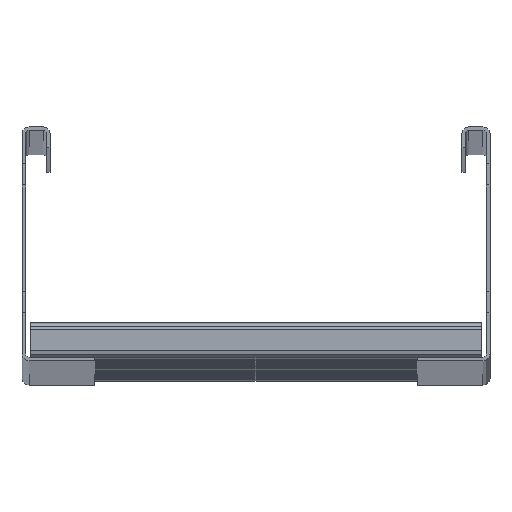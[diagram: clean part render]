
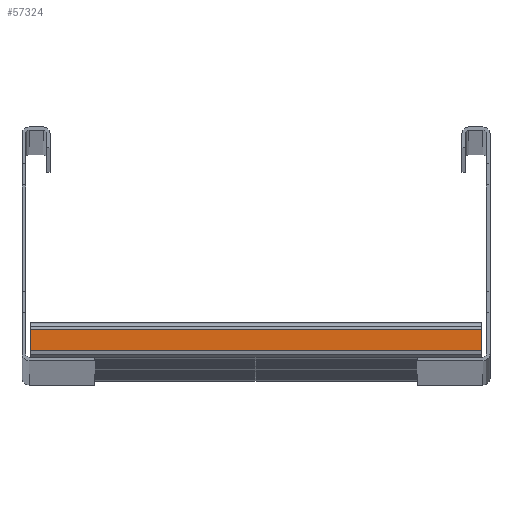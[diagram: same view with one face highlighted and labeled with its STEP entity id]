
A CAD part, top view. The second image highlights one B-rep face of the part: STEP entity #57324.
In plain terms, the highlighted planar face has unit normal (0, 0, 1).
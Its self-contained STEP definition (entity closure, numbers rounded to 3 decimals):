
#12781=DIRECTION('',(1.,0.,0.));
#12782=VECTOR('',#12781,193.);
#12783=CARTESIAN_POINT('',(-96.5,-45.5,2865.));
#12784=LINE('',#12783,#12782);
#12860=DIRECTION('',(0.,-1.,0.));
#12861=VECTOR('',#12860,9.);
#12862=CARTESIAN_POINT('',(-96.5,-36.5,2865.));
#12863=LINE('',#12862,#12861);
#12882=DIRECTION('',(0.,-1.,0.));
#12883=VECTOR('',#12882,9.);
#12884=CARTESIAN_POINT('',(96.5,-36.5,2865.));
#12885=LINE('',#12884,#12883);
#12961=DIRECTION('',(1.,0.,0.));
#12962=VECTOR('',#12961,193.);
#12963=CARTESIAN_POINT('',(-96.5,-36.5,2865.));
#12964=LINE('',#12963,#12962);
#29277=CARTESIAN_POINT('',(-96.5,-36.5,2865.));
#29278=CARTESIAN_POINT('',(-96.5,-45.5,2865.));
#29279=VERTEX_POINT('',#29277);
#29280=VERTEX_POINT('',#29278);
#29313=CARTESIAN_POINT('',(96.5,-36.5,2865.));
#29314=CARTESIAN_POINT('',(96.5,-45.5,2865.));
#29315=VERTEX_POINT('',#29313);
#29316=VERTEX_POINT('',#29314);
#57312=CARTESIAN_POINT('',(-96.5,-36.5,2865.));
#57313=DIRECTION('',(0.,0.,1.));
#57314=DIRECTION('',(0.,-1.,0.));
#57315=AXIS2_PLACEMENT_3D('',#57312,#57313,#57314);
#57316=PLANE('',#57315);
#57317=ORIENTED_EDGE('',*,*,#57232,.F.);
#57319=ORIENTED_EDGE('',*,*,#57318,.T.);
#57320=ORIENTED_EDGE('',*,*,#57273,.T.);
#57321=ORIENTED_EDGE('',*,*,#57182,.F.);
#57322=EDGE_LOOP('',(#57317,#57319,#57320,#57321));
#57323=FACE_OUTER_BOUND('',#57322,.F.);
#57324=ADVANCED_FACE('',(#57323),#57316,.T.);
#57182=EDGE_CURVE('',#29280,#29316,#12784,.T.);
#57232=EDGE_CURVE('',#29279,#29280,#12863,.T.);
#57273=EDGE_CURVE('',#29315,#29316,#12885,.T.);
#57318=EDGE_CURVE('',#29279,#29315,#12964,.T.);
